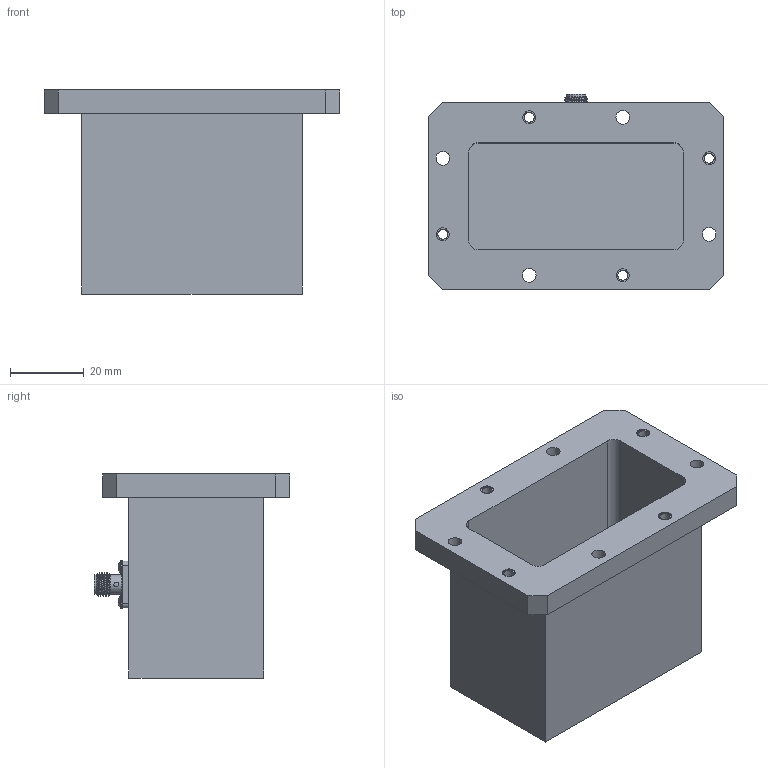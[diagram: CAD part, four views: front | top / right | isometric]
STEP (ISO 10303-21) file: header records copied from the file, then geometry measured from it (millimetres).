
FILE_DESCRIPTION (( 'STEP AP203' ), '1' );
FILE_NAME ('FMWCA9833_3D.step', '2022-03-16T15:38:41', ( '' ), ( '' ), 'SwSTEP 2.0', 'SolidWorks 2021', '' );
FILE_SCHEMA (( 'CONFIG_CONTROL_DESIGN' ));
Length unit declared in the file: inch
Products named in the file (1): FMWCA9833_3D
Bounding box: 80.19 x 53.19 x 55.37 mm (x, y, z)
Volume: 44104.4 mm3; surface area: 29000.9 mm2
Topology: 1 solids, 5 shells, 286 faces, 756 edges, 504 vertices
Faces by surface type: plane 117, cylinder 112, cone 29, bspline 27, torus 1
Full cylindrical faces by diameter (mm): 1.016 x1, 1.27 x2, 1.524 x20, 2.705 x4, 3.505 x4, 3.508 x4, 3.616 x4, 3.708 x4, 4.597 x1, 5.359 x2
Entity records: 12061 total; most frequent: CARTESIAN_POINT 6287, ORIENTED_EDGE 1256, DIRECTION 992, EDGE_CURVE 628, VERTEX_POINT 440, AXIS2_PLACEMENT_3D 380, EDGE_LOOP 350, FACE_OUTER_BOUND 304
